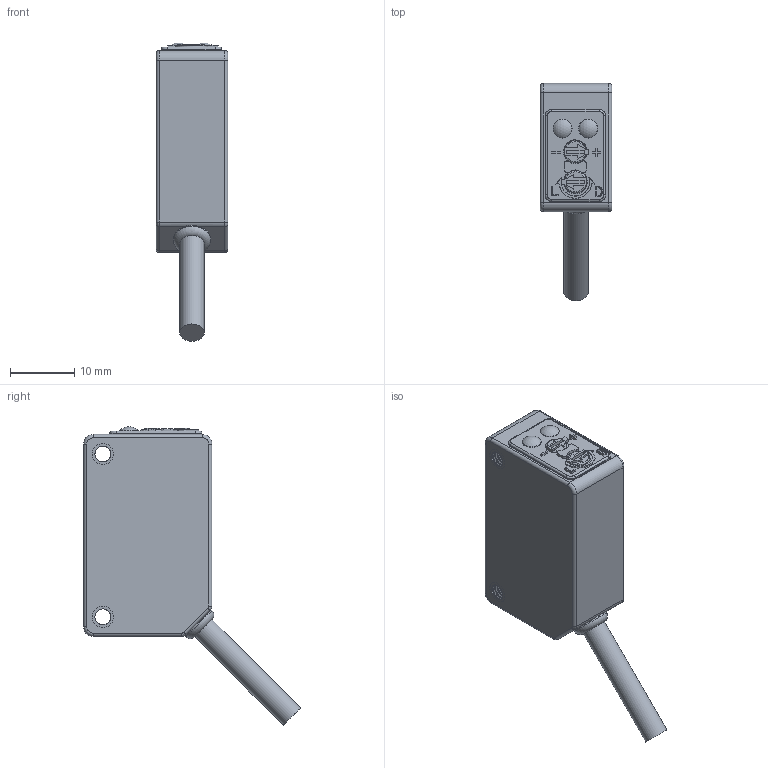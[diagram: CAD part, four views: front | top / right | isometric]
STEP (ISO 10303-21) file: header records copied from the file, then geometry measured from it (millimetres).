
FILE_DESCRIPTION(/* description */ (''),/* implementation_level */ '2;1');
FILE_NAME(/* name */ 'SPS-140.stp',/* time_stamp */ '2024-07-05T10:27:08+08:00',/* author */ (''),/* organization */ (''),/* preprocessor_version */ 'ST-DEVELOPER v14',/* originating_system */ 'SIEMENS PLM Software NX 8.0',/* authorisation */ '');
FILE_SCHEMA (('AUTOMOTIVE_DESIGN { 1 0 10303 214 3 1 1 1 }'));
Length unit declared in the file: millimetre
Products named in the file (1): DELL14A40E8D4pax
Bounding box: 11.22 x 33.8 x 46.52 mm (x, y, z)
Volume: 7107.7 mm3; surface area: 2962.2 mm2
Topology: 1 solids, 1 shells, 201 faces, 505 edges, 323 vertices
Faces by surface type: plane 105, cylinder 47, bspline 25, torus 18, cone 4, sphere 2
Full cylindrical faces by diameter (mm): 2.5 x2, 2.957 x2, 3.3 x4, 3.8 x1, 5.8 x1
Entity records: 20629 total; most frequent: CARTESIAN_POINT 14647, ORIENTED_EDGE 970, DIRECTION 891, EDGE_CURVE 485, VERTEX_POINT 318, AXIS2_PLACEMENT_3D 312, LINE 267, VECTOR 267
